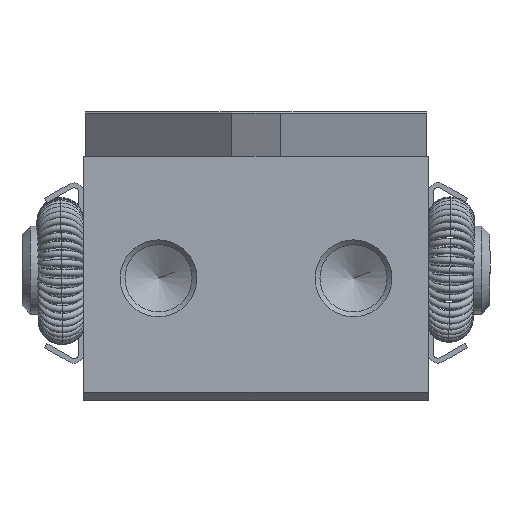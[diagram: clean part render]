
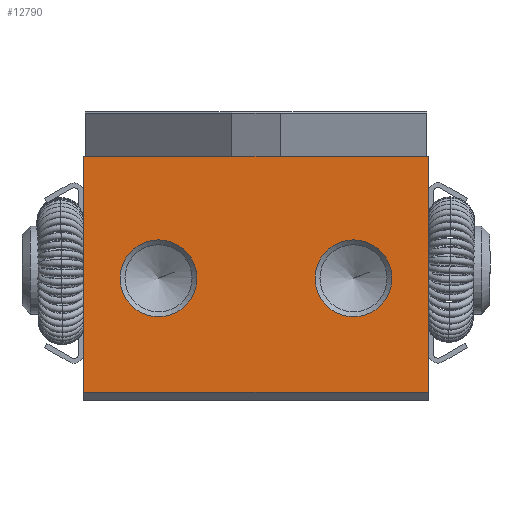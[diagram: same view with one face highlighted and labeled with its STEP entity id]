
A CAD part, left-side view. The second image highlights one B-rep face of the part: STEP entity #12790.
In plain terms, the highlighted face is planar.
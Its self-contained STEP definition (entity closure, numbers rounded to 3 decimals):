
#12725=CARTESIAN_POINT('',(2.233,7.5,-3.));
#12726=VERTEX_POINT('',#12725);
#12727=CARTESIAN_POINT('',(4.6,7.5,-3.));
#12728=DIRECTION('',(0.0,0.0,-1.0));
#12729=DIRECTION('',(1.0,0.0,0.0));
#12730=AXIS2_PLACEMENT_3D('',#12727,#12728,#12729);
#12731=CIRCLE('',#12730,2.367);
#12732=EDGE_CURVE('',#12726,#12726,#12731,.T.);
#12737=CARTESIAN_POINT('',(10.6,7.5,-3.));
#12738=DIRECTION('',(0.0,0.0,1.0));
#12739=DIRECTION('',(1.0,0.0,0.0));
#12740=AXIS2_PLACEMENT_3D('',#12737,#12738,#12739);
#12741=PLANE('',#12740);
#12742=CARTESIAN_POINT('',(21.2,14.5,-3.));
#12743=VERTEX_POINT('',#12742);
#12744=CARTESIAN_POINT('',(0.0,14.5,-3.));
#12745=VERTEX_POINT('',#12744);
#12746=CARTESIAN_POINT('',(21.2,14.5,-3.));
#12747=DIRECTION('',(-1.0,0.0,0.0));
#12748=VECTOR('',#12747,21.2);
#12749=LINE('',#12746,#12748);
#12750=EDGE_CURVE('',#12743,#12745,#12749,.T.);
#12751=ORIENTED_EDGE('',*,*,#12750,.F.);
#12752=CARTESIAN_POINT('',(21.2,0.0,-3.));
#12753=VERTEX_POINT('',#12752);
#12754=CARTESIAN_POINT('',(21.2,0.0,-3.));
#12755=DIRECTION('',(0.0,1.0,0.0));
#12756=VECTOR('',#12755,14.5);
#12757=LINE('',#12754,#12756);
#12758=EDGE_CURVE('',#12753,#12743,#12757,.T.);
#12759=ORIENTED_EDGE('',*,*,#12758,.F.);
#12760=CARTESIAN_POINT('',(0.0,0.0,-3.));
#12761=VERTEX_POINT('',#12760);
#12762=CARTESIAN_POINT('',(0.0,0.0,-3.));
#12763=DIRECTION('',(1.0,0.0,0.0));
#12764=VECTOR('',#12763,21.2);
#12765=LINE('',#12762,#12764);
#12766=EDGE_CURVE('',#12761,#12753,#12765,.T.);
#12767=ORIENTED_EDGE('',*,*,#12766,.F.);
#12768=CARTESIAN_POINT('',(0.0,14.5,-3.));
#12769=DIRECTION('',(0.0,-1.0,0.0));
#12770=VECTOR('',#12769,14.5);
#12771=LINE('',#12768,#12770);
#12772=EDGE_CURVE('',#12745,#12761,#12771,.T.);
#12773=ORIENTED_EDGE('',*,*,#12772,.F.);
#12774=EDGE_LOOP('',(#12751,#12759,#12767,#12773));
#12775=FACE_OUTER_BOUND('',#12774,.T.);
#12776=CARTESIAN_POINT('',(14.233,7.5,-3.));
#12777=VERTEX_POINT('',#12776);
#12778=CARTESIAN_POINT('',(16.6,7.5,-3.));
#12779=DIRECTION('',(0.0,0.0,-1.0));
#12780=DIRECTION('',(1.0,0.0,0.0));
#12781=AXIS2_PLACEMENT_3D('',#12778,#12779,#12780);
#12782=CIRCLE('',#12781,2.367);
#12783=EDGE_CURVE('',#12777,#12777,#12782,.T.);
#12784=ORIENTED_EDGE('',*,*,#12783,.F.);
#12785=EDGE_LOOP('',(#12784));
#12786=FACE_BOUND('',#12785,.T.);
#12787=ORIENTED_EDGE('',*,*,#12732,.F.);
#12788=EDGE_LOOP('',(#12787));
#12789=FACE_BOUND('',#12788,.T.);
#12790=ADVANCED_FACE('',(#12775,#12786,#12789),#12741,.F.);
